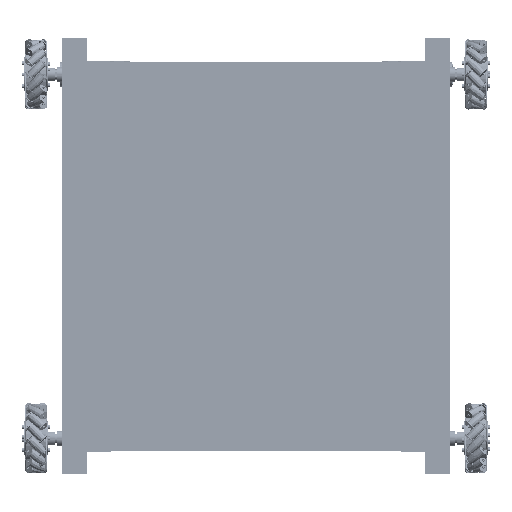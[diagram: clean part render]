
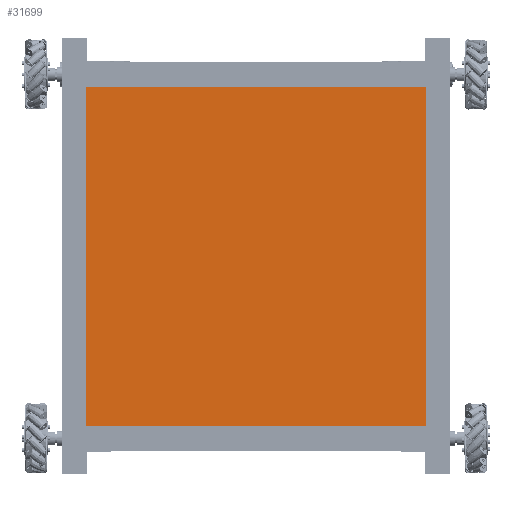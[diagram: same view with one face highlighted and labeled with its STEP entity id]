
A CAD part, front view. The second image highlights one B-rep face of the part: STEP entity #31699.
In plain terms, the highlighted face is planar.
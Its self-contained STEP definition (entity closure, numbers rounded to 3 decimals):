
#465 = LINE ( 'NONE', #43174, #42813 ) ;
#2091 = VERTEX_POINT ( 'NONE', #37079 ) ;
#2486 = EDGE_CURVE ( 'NONE', #43077, #7566, #40590, .T. ) ;
#3111 = EDGE_CURVE ( 'NONE', #2091, #43077, #8397, .T. ) ;
#4784 = AXIS2_PLACEMENT_3D ( 'NONE', #33977, #7358, #18972 ) ;
#4937 = CARTESIAN_POINT ( 'NONE',  ( 350., -350., 0. ) ) ;
#5194 = DIRECTION ( 'NONE',  ( 0., 1., 0. ) ) ;
#6598 = FACE_OUTER_BOUND ( 'NONE', #45766, .T. ) ;
#7358 = DIRECTION ( 'NONE',  ( 0., 0., 1. ) ) ;
#7566 = VERTEX_POINT ( 'NONE', #23005 ) ;
#7671 = DIRECTION ( 'NONE',  ( 0., -1., 0. ) ) ;
#8397 = LINE ( 'NONE', #43581, #10577 ) ;
#10577 = VECTOR ( 'NONE', #23941, 1000. ) ;
#10763 = VERTEX_POINT ( 'NONE', #44876 ) ;
#16835 = ORIENTED_EDGE ( 'NONE', *, *, #24741, .F. ) ;
#16852 = CARTESIAN_POINT ( 'NONE',  ( 350., -350., 0. ) ) ;
#18972 = DIRECTION ( 'NONE',  ( 1., 0., 0. ) ) ;
#19544 = CARTESIAN_POINT ( 'NONE',  ( -350., -350., 0. ) ) ;
#22142 = VECTOR ( 'NONE', #7671, 1000. ) ;
#23005 = CARTESIAN_POINT ( 'NONE',  ( 350., 350., 0. ) ) ;
#23520 = DIRECTION ( 'NONE',  ( -1., 0., 0. ) ) ;
#23941 = DIRECTION ( 'NONE',  ( 1., 0., 0. ) ) ;
#24741 = EDGE_CURVE ( 'NONE', #7566, #10763, #465, .T. ) ;
#30596 = PLANE ( 'NONE',  #4784 ) ;
#31699 = ADVANCED_FACE ( 'NONE', ( #6598 ), #30596, .F. ) ;
#32130 = EDGE_CURVE ( 'NONE', #10763, #2091, #50609, .T. ) ;
#33977 = CARTESIAN_POINT ( 'NONE',  ( 0., 0., 0. ) ) ;
#37079 = CARTESIAN_POINT ( 'NONE',  ( -350., -350., 0. ) ) ;
#40168 = ORIENTED_EDGE ( 'NONE', *, *, #32130, .F. ) ;
#40590 = LINE ( 'NONE', #4937, #46034 ) ;
#42813 = VECTOR ( 'NONE', #23520, 1000. ) ;
#43077 = VERTEX_POINT ( 'NONE', #16852 ) ;
#43174 = CARTESIAN_POINT ( 'NONE',  ( 350., 350., 0. ) ) ;
#43581 = CARTESIAN_POINT ( 'NONE',  ( 350., -350., 0. ) ) ;
#44876 = CARTESIAN_POINT ( 'NONE',  ( -350., 350., 0. ) ) ;
#45497 = ORIENTED_EDGE ( 'NONE', *, *, #2486, .F. ) ;
#45766 = EDGE_LOOP ( 'NONE', ( #40168, #16835, #45497, #48176 ) ) ;
#46034 = VECTOR ( 'NONE', #5194, 1000. ) ;
#48176 = ORIENTED_EDGE ( 'NONE', *, *, #3111, .F. ) ;
#50609 = LINE ( 'NONE', #19544, #22142 ) ;
